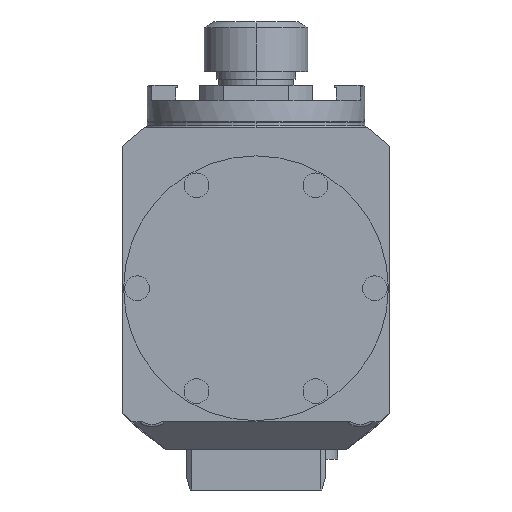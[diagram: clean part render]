
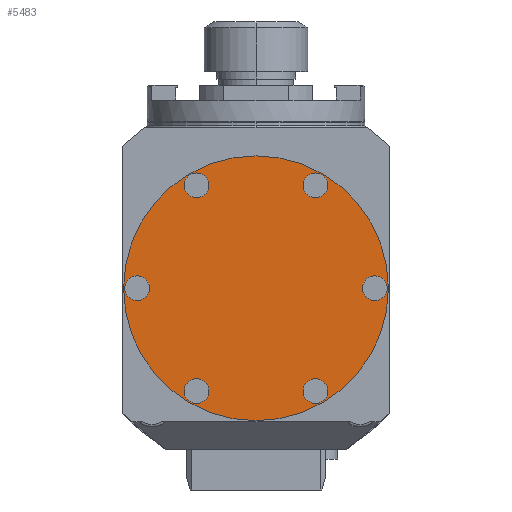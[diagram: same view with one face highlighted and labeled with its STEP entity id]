
A CAD part, left-side view. The second image highlights one B-rep face of the part: STEP entity #5483.
In plain terms, the highlighted planar face has unit normal (-1, 0, 0).
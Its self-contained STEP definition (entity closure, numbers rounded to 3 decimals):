
#663=CARTESIAN_POINT('',(-138.,0.,0.));
#664=DIRECTION('',(-1.,0.,0.));
#665=DIRECTION('',(0.,0.,1.));
#666=AXIS2_PLACEMENT_3D('',#663,#664,#665);
#672=CARTESIAN_POINT('',(-138.,0.,0.));
#673=DIRECTION('',(1.,0.,0.));
#674=DIRECTION('',(0.,0.,1.));
#675=AXIS2_PLACEMENT_3D('',#672,#673,#674);
#681=CARTESIAN_POINT('',(-138.,-24.,41.569));
#682=DIRECTION('',(1.,0.,0.));
#683=DIRECTION('',(0.,0.,1.));
#684=AXIS2_PLACEMENT_3D('',#681,#682,#683);
#686=CARTESIAN_POINT('',(-138.,-24.,41.569));
#687=DIRECTION('',(1.,0.,0.));
#688=DIRECTION('',(0.,0.,-1.));
#689=AXIS2_PLACEMENT_3D('',#686,#687,#688);
#691=CARTESIAN_POINT('',(-138.,24.,41.569));
#692=DIRECTION('',(1.,0.,0.));
#693=DIRECTION('',(0.,0.,1.));
#694=AXIS2_PLACEMENT_3D('',#691,#692,#693);
#696=CARTESIAN_POINT('',(-138.,24.,41.569));
#697=DIRECTION('',(1.,0.,0.));
#698=DIRECTION('',(0.,0.,-1.));
#699=AXIS2_PLACEMENT_3D('',#696,#697,#698);
#701=CARTESIAN_POINT('',(-138.,48.,0.));
#702=DIRECTION('',(1.,0.,0.));
#703=DIRECTION('',(0.,0.,1.));
#704=AXIS2_PLACEMENT_3D('',#701,#702,#703);
#706=CARTESIAN_POINT('',(-138.,48.,0.));
#707=DIRECTION('',(1.,0.,0.));
#708=DIRECTION('',(0.,0.,-1.));
#709=AXIS2_PLACEMENT_3D('',#706,#707,#708);
#711=CARTESIAN_POINT('',(-138.,24.,-41.569));
#712=DIRECTION('',(1.,0.,0.));
#713=DIRECTION('',(0.,0.,1.));
#714=AXIS2_PLACEMENT_3D('',#711,#712,#713);
#716=CARTESIAN_POINT('',(-138.,24.,-41.569));
#717=DIRECTION('',(1.,0.,0.));
#718=DIRECTION('',(0.,0.,-1.));
#719=AXIS2_PLACEMENT_3D('',#716,#717,#718);
#721=CARTESIAN_POINT('',(-138.,-24.,-41.569));
#722=DIRECTION('',(1.,0.,0.));
#723=DIRECTION('',(0.,0.,1.));
#724=AXIS2_PLACEMENT_3D('',#721,#722,#723);
#726=CARTESIAN_POINT('',(-138.,-24.,-41.569));
#727=DIRECTION('',(1.,0.,0.));
#728=DIRECTION('',(0.,0.,-1.));
#729=AXIS2_PLACEMENT_3D('',#726,#727,#728);
#731=CARTESIAN_POINT('',(-138.,-48.,0.));
#732=DIRECTION('',(1.,0.,0.));
#733=DIRECTION('',(0.,0.,1.));
#734=AXIS2_PLACEMENT_3D('',#731,#732,#733);
#736=CARTESIAN_POINT('',(-138.,-48.,0.));
#737=DIRECTION('',(1.,0.,0.));
#738=DIRECTION('',(0.,0.,-1.));
#739=AXIS2_PLACEMENT_3D('',#736,#737,#738);
#4383=CARTESIAN_POINT('',(-138.,0.,53.5));
#4384=CARTESIAN_POINT('',(-138.,0.,-53.5));
#4385=VERTEX_POINT('',#4383);
#4386=VERTEX_POINT('',#4384);
#4395=CARTESIAN_POINT('',(-138.,-24.,46.569));
#4396=CARTESIAN_POINT('',(-138.,-24.,36.569));
#4397=VERTEX_POINT('',#4395);
#4398=VERTEX_POINT('',#4396);
#4403=CARTESIAN_POINT('',(-138.,24.,46.569));
#4404=CARTESIAN_POINT('',(-138.,24.,36.569));
#4405=VERTEX_POINT('',#4403);
#4406=VERTEX_POINT('',#4404);
#4411=CARTESIAN_POINT('',(-138.,48.,5.));
#4412=CARTESIAN_POINT('',(-138.,48.,-5.));
#4413=VERTEX_POINT('',#4411);
#4414=VERTEX_POINT('',#4412);
#4419=CARTESIAN_POINT('',(-138.,24.,-36.569));
#4420=CARTESIAN_POINT('',(-138.,24.,-46.569));
#4421=VERTEX_POINT('',#4419);
#4422=VERTEX_POINT('',#4420);
#4427=CARTESIAN_POINT('',(-138.,-24.,-36.569));
#4428=CARTESIAN_POINT('',(-138.,-24.,-46.569));
#4429=VERTEX_POINT('',#4427);
#4430=VERTEX_POINT('',#4428);
#4435=CARTESIAN_POINT('',(-138.,-48.,5.));
#4436=CARTESIAN_POINT('',(-138.,-48.,-5.));
#4437=VERTEX_POINT('',#4435);
#4438=VERTEX_POINT('',#4436);
#5438=CARTESIAN_POINT('',(-138.,0.,0.));
#5439=DIRECTION('',(-1.,0.,0.));
#5440=DIRECTION('',(0.,0.,-1.));
#5441=AXIS2_PLACEMENT_3D('',#5438,#5439,#5440);
#5442=PLANE('',#5441);
#5443=ORIENTED_EDGE('',*,*,#5432,.T.);
#5444=ORIENTED_EDGE('',*,*,#5418,.F.);
#5445=EDGE_LOOP('',(#5443,#5444));
#5446=FACE_OUTER_BOUND('',#5445,.F.);
#5448=ORIENTED_EDGE('',*,*,#5447,.F.);
#5450=ORIENTED_EDGE('',*,*,#5449,.F.);
#5451=EDGE_LOOP('',(#5448,#5450));
#5452=FACE_BOUND('',#5451,.F.);
#5454=ORIENTED_EDGE('',*,*,#5453,.F.);
#5456=ORIENTED_EDGE('',*,*,#5455,.F.);
#5457=EDGE_LOOP('',(#5454,#5456));
#5458=FACE_BOUND('',#5457,.F.);
#5460=ORIENTED_EDGE('',*,*,#5459,.F.);
#5462=ORIENTED_EDGE('',*,*,#5461,.F.);
#5463=EDGE_LOOP('',(#5460,#5462));
#5464=FACE_BOUND('',#5463,.F.);
#5466=ORIENTED_EDGE('',*,*,#5465,.F.);
#5468=ORIENTED_EDGE('',*,*,#5467,.F.);
#5469=EDGE_LOOP('',(#5466,#5468));
#5470=FACE_BOUND('',#5469,.F.);
#5472=ORIENTED_EDGE('',*,*,#5471,.F.);
#5474=ORIENTED_EDGE('',*,*,#5473,.F.);
#5475=EDGE_LOOP('',(#5472,#5474));
#5476=FACE_BOUND('',#5475,.F.);
#5478=ORIENTED_EDGE('',*,*,#5477,.F.);
#5480=ORIENTED_EDGE('',*,*,#5479,.F.);
#5481=EDGE_LOOP('',(#5478,#5480));
#5482=FACE_BOUND('',#5481,.F.);
#5483=ADVANCED_FACE('',(#5446,#5452,#5458,#5464,#5470,#5476,#5482),#5442,.T.);
#667=CIRCLE('',#666,53.5);
#676=CIRCLE('',#675,53.5);
#685=CIRCLE('',#684,5.);
#690=CIRCLE('',#689,5.);
#695=CIRCLE('',#694,5.);
#700=CIRCLE('',#699,5.);
#705=CIRCLE('',#704,5.);
#710=CIRCLE('',#709,5.);
#715=CIRCLE('',#714,5.);
#720=CIRCLE('',#719,5.);
#725=CIRCLE('',#724,5.);
#730=CIRCLE('',#729,5.);
#735=CIRCLE('',#734,5.);
#740=CIRCLE('',#739,5.);
#5418=EDGE_CURVE('',#4385,#4386,#667,.T.);
#5432=EDGE_CURVE('',#4385,#4386,#676,.T.);
#5447=EDGE_CURVE('',#4397,#4398,#685,.T.);
#5449=EDGE_CURVE('',#4398,#4397,#690,.T.);
#5453=EDGE_CURVE('',#4405,#4406,#695,.T.);
#5455=EDGE_CURVE('',#4406,#4405,#700,.T.);
#5459=EDGE_CURVE('',#4413,#4414,#705,.T.);
#5461=EDGE_CURVE('',#4414,#4413,#710,.T.);
#5465=EDGE_CURVE('',#4421,#4422,#715,.T.);
#5467=EDGE_CURVE('',#4422,#4421,#720,.T.);
#5471=EDGE_CURVE('',#4429,#4430,#725,.T.);
#5473=EDGE_CURVE('',#4430,#4429,#730,.T.);
#5477=EDGE_CURVE('',#4437,#4438,#735,.T.);
#5479=EDGE_CURVE('',#4438,#4437,#740,.T.);
